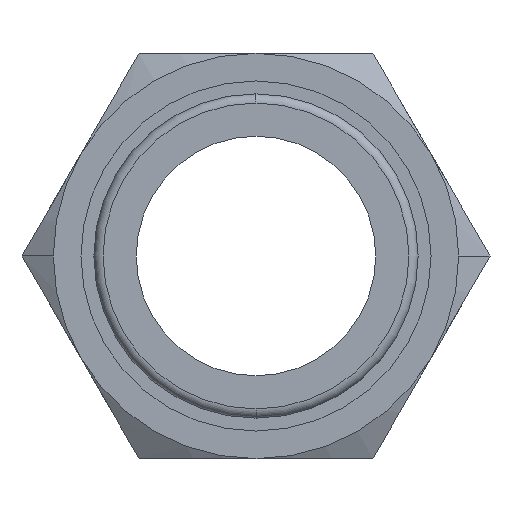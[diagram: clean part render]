
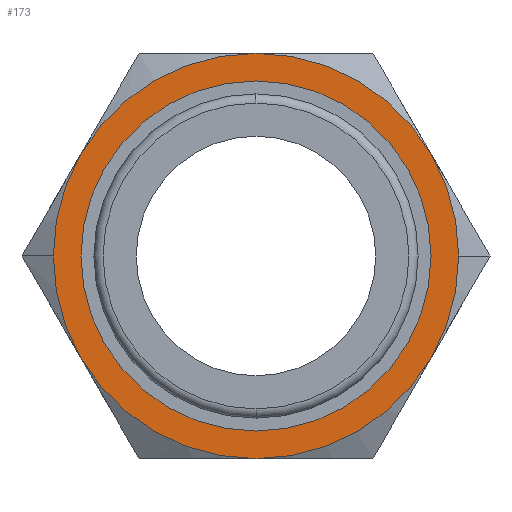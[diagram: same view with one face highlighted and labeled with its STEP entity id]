
A CAD part, front view. The second image highlights one B-rep face of the part: STEP entity #173.
In plain terms, the highlighted planar face has unit normal (0, -1, 0).
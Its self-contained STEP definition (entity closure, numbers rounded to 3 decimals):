
#173=ADVANCED_FACE('',(#345,#346),#347,.T.);
#345=FACE_OUTER_BOUND('',#510,.T.);
#346=FACE_BOUND('',#511,.T.);
#347=PLANE('',#512);
#510=EDGE_LOOP('',(#916,#917,#918,#919,#920,#921,#922,#923));
#511=EDGE_LOOP('',(#924,#925));
#512=AXIS2_PLACEMENT_3D('',#926,#927,#928);
#916=ORIENTED_EDGE('',*,*,#968,.T.);
#917=ORIENTED_EDGE('',*,*,#957,.T.);
#918=ORIENTED_EDGE('',*,*,#1027,.T.);
#919=ORIENTED_EDGE('',*,*,#1076,.T.);
#920=ORIENTED_EDGE('',*,*,#1040,.T.);
#921=ORIENTED_EDGE('',*,*,#991,.T.);
#922=ORIENTED_EDGE('',*,*,#1095,.T.);
#923=ORIENTED_EDGE('',*,*,#961,.T.);
#924=ORIENTED_EDGE('',*,*,#1082,.F.);
#925=ORIENTED_EDGE('',*,*,#1014,.F.);
#926=CARTESIAN_POINT('',(-5.5,27.0,0.0));
#927=DIRECTION('',(0.,-1.0,0.0));
#928=DIRECTION('',(-1.0,0.,0.0));
#957=EDGE_CURVE('',#1128,#1130,#1132,.T.);
#961=EDGE_CURVE('',#1134,#1137,#1139,.T.);
#968=EDGE_CURVE('',#1137,#1128,#1150,.T.);
#991=EDGE_CURVE('',#1182,#1185,#1187,.T.);
#1014=EDGE_CURVE('',#1221,#1223,#1224,.T.);
#1027=EDGE_CURVE('',#1130,#1194,#1240,.T.);
#1040=EDGE_CURVE('',#1257,#1182,#1258,.T.);
#1076=EDGE_CURVE('',#1194,#1257,#1299,.T.);
#1082=EDGE_CURVE('',#1223,#1221,#1305,.T.);
#1095=EDGE_CURVE('',#1185,#1134,#1318,.T.);
#1128=VERTEX_POINT('',#1357);
#1130=VERTEX_POINT('',#1360);
#1132=CIRCLE('',#1373,11.0);
#1134=VERTEX_POINT('',#1375);
#1137=VERTEX_POINT('',#1389);
#1139=CIRCLE('',#1402,11.0);
#1150=CIRCLE('',#1415,11.0);
#1182=VERTEX_POINT('',#1470);
#1185=VERTEX_POINT('',#1474);
#1187=CIRCLE('',#1487,11.0);
#1194=VERTEX_POINT('',#1506);
#1221=VERTEX_POINT('',#1582);
#1223=VERTEX_POINT('',#1585);
#1224=CIRCLE('',#1586,9.5);
#1240=CIRCLE('',#1627,11.0);
#1257=VERTEX_POINT('',#1681);
#1258=CIRCLE('',#1682,11.0);
#1299=CIRCLE('',#1818,11.0);
#1305=CIRCLE('',#1824,9.5);
#1318=CIRCLE('',#1837,11.0);
#1357=CARTESIAN_POINT('',(-11.0,27.0,0.));
#1360=CARTESIAN_POINT('',(-9.526,27.0,-5.5));
#1373=AXIS2_PLACEMENT_3D('',#1866,#1867,#1868);
#1375=CARTESIAN_POINT('',(0.,27.0,11.0));
#1389=CARTESIAN_POINT('',(-9.526,27.0,5.5));
#1402=AXIS2_PLACEMENT_3D('',#1869,#1870,#1871);
#1415=AXIS2_PLACEMENT_3D('',#1880,#1881,#1882);
#1470=CARTESIAN_POINT('',(11.0,27.0,0.));
#1474=CARTESIAN_POINT('',(9.526,27.0,5.5));
#1487=AXIS2_PLACEMENT_3D('',#1921,#1922,#1923);
#1506=CARTESIAN_POINT('',(0.,27.0,-11.0));
#1582=CARTESIAN_POINT('',(9.5,27.0,0.));
#1585=CARTESIAN_POINT('',(-9.5,27.0,0.));
#1586=AXIS2_PLACEMENT_3D('',#1946,#1947,#1948);
#1627=AXIS2_PLACEMENT_3D('',#1964,#1965,#1966);
#1681=CARTESIAN_POINT('',(9.526,27.0,-5.5));
#1682=AXIS2_PLACEMENT_3D('',#1974,#1975,#1976);
#1818=AXIS2_PLACEMENT_3D('',#2005,#2006,#2007);
#1824=AXIS2_PLACEMENT_3D('',#2014,#2015,#2016);
#1837=AXIS2_PLACEMENT_3D('',#2029,#2030,#2031);
#1866=CARTESIAN_POINT('',(0.,27.0,0.0));
#1867=DIRECTION('',(0.,-1.0,0.0));
#1868=DIRECTION('',(-1.0,0.,0.0));
#1869=CARTESIAN_POINT('',(0.,27.0,0.0));
#1870=DIRECTION('',(0.,-1.0,0.0));
#1871=DIRECTION('',(-1.0,0.,0.0));
#1880=CARTESIAN_POINT('',(0.,27.0,0.0));
#1881=DIRECTION('',(0.,-1.0,0.0));
#1882=DIRECTION('',(-1.0,0.,0.0));
#1921=CARTESIAN_POINT('',(0.,27.0,0.0));
#1922=DIRECTION('',(0.,-1.0,0.0));
#1923=DIRECTION('',(-1.0,0.,0.0));
#1946=CARTESIAN_POINT('',(0.0,27.0,0.0));
#1947=DIRECTION('',(0.,-1.0,0.0));
#1948=DIRECTION('',(1.0,0.,0.0));
#1964=CARTESIAN_POINT('',(0.,27.0,0.0));
#1965=DIRECTION('',(0.,-1.0,0.0));
#1966=DIRECTION('',(-1.0,0.,0.0));
#1974=CARTESIAN_POINT('',(0.,27.0,0.0));
#1975=DIRECTION('',(0.,-1.0,0.0));
#1976=DIRECTION('',(-1.0,0.,0.0));
#2005=CARTESIAN_POINT('',(0.,27.0,0.0));
#2006=DIRECTION('',(0.,-1.0,0.0));
#2007=DIRECTION('',(-1.0,0.,0.0));
#2014=CARTESIAN_POINT('',(0.0,27.0,0.0));
#2015=DIRECTION('',(0.,-1.0,0.0));
#2016=DIRECTION('',(1.0,0.,0.0));
#2029=CARTESIAN_POINT('',(0.,27.0,0.0));
#2030=DIRECTION('',(0.,-1.0,0.0));
#2031=DIRECTION('',(-1.0,0.,0.0));
